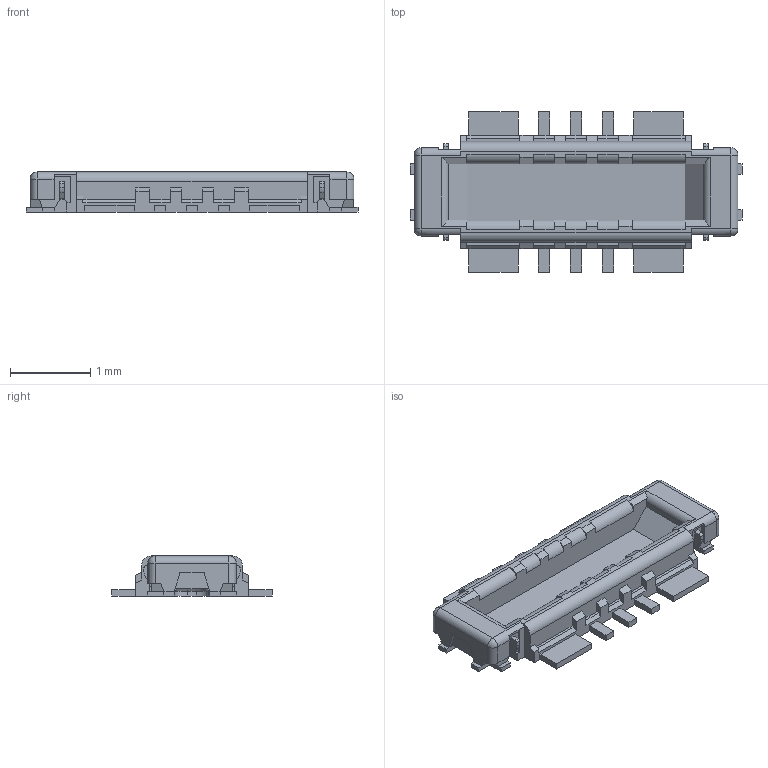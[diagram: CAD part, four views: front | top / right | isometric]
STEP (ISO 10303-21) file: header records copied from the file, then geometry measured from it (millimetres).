
FILE_DESCRIPTION(('STEP AP242'),'1');
FILE_NAME('5054761010.stp','2024-04-24T21:54:34',('TraceParts'),('TraceParts S.A.'),'Spatial InterOp 3D',' ',' ');
FILE_SCHEMA(('AP242_MANAGED_MODEL_BASED_3D_ENGINEERING_MIM_LF {1 0 10303 442 1 1 4}'));
Length unit declared in the file: millimetre
Products named in the file (1): 5054761010
Bounding box: 4.14 x 2 x 0.5 mm (x, y, z)
Volume: 1.6 mm3; surface area: 21.1 mm2
Topology: 1 solids, 1 shells, 321 faces, 902 edges, 580 vertices
Faces by surface type: plane 273, cylinder 40, sphere 4, cone 4
Entity records: 10147 total; most frequent: CARTESIAN_POINT 1818, ORIENTED_EDGE 1796, DIRECTION 1628, EDGE_CURVE 898, LINE 800, VECTOR 800, VERTEX_POINT 580, AXIS2_PLACEMENT_3D 414
